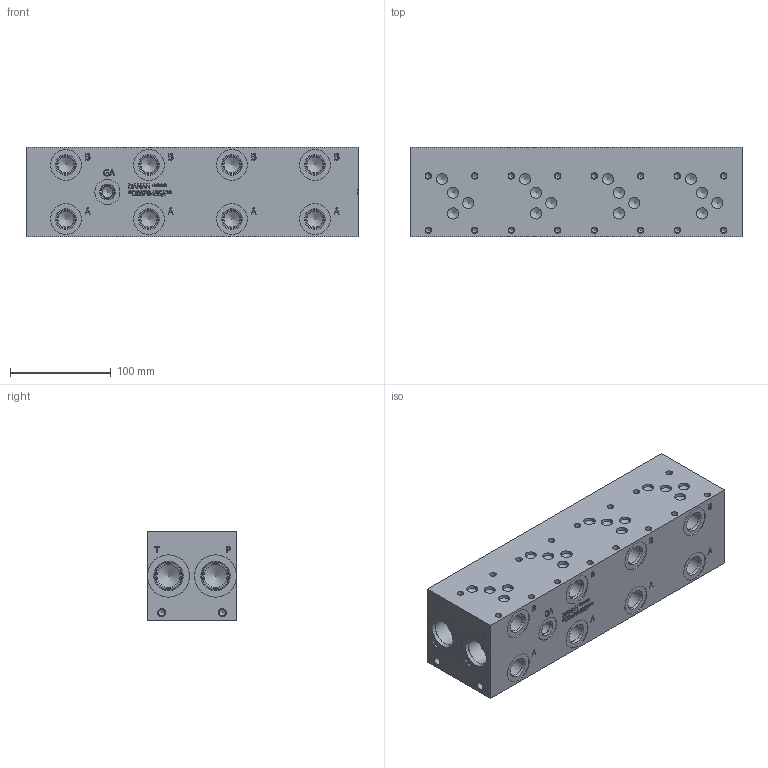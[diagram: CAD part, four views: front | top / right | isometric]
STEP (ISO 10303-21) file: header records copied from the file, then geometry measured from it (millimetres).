
FILE_DESCRIPTION(/* description */ (''),/* implementation_level */ '2;1');
FILE_NAME(/* name */ '_D05P043S_P_.stp',/* time_stamp */ '2021-06-24T14:48:13-04:00',/* author */ ('anthonyv'),/* organization */ (''),/* preprocessor_version */ 'ST-DEVELOPER v18.1',/* originating_system */ 'Autodesk Inventor 2021',/* authorisation */ '');
FILE_SCHEMA (('AUTOMOTIVE_DESIGN { 1 0 10303 214 3 1 1 }'));
Length unit declared in the file: millimetre
Products named in the file (1): Part_AD05P043S_3D
Bounding box: 330.2 x 88.9 x 88.9 mm (x, y, z)
Volume: 2459038.7 mm3; surface area: 165684.7 mm2
Topology: 1 solids, 1 shells, 862 faces, 2351 edges, 1596 vertices
Faces by surface type: plane 463, bspline 190, cylinder 121, cone 88
Full cylindrical faces by diameter (mm): 5.105 x16, 6.35 x16, 6.528 x4, 7.925 x4, 10.719 x1, 11.125 x16, 12.9 x1, 14.275 x1, 14.529 x1, 15.875 x8, 17.501 x8, 19.05 x8, 19.253 x8, 23.012 x4, 24.917 x4, 25.019 x1, 26.99 x2, 27 x2, 27.432 x4, 30.632 x8, 42.037 x4
Entity records: 28734 total; most frequent: CARTESIAN_POINT 7231, ORIENTED_EDGE 4604, DIRECTION 3723, EDGE_CURVE 2302, VERTEX_POINT 1596, LINE 1467, VECTOR 1467, AXIS2_PLACEMENT_3D 1128
